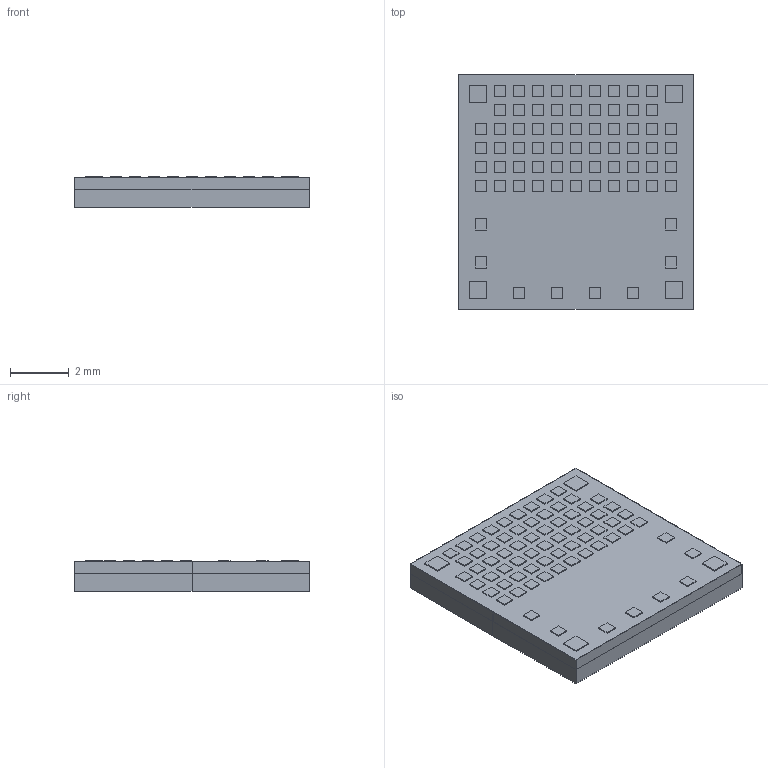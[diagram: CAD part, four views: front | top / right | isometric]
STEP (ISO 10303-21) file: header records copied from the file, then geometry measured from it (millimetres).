
FILE_DESCRIPTION(('STEP AP214'),'1');
FILE_NAME('ISP2053.stp','2021-04-29T08:07:46',(' '),(' '),'Spatial InterOp 3D',' ',' ');
FILE_SCHEMA(('AUTOMOTIVE_DESIGN { 1 0 10303 214 1 1 1 1 }'));
Length unit declared in the file: metre
Products named in the file (7): ISP2053; Conception1; main; Dielectrics; Components; U1; argent
Assembly tree (6 placements, depth 4):
  ISP2053
    Conception1
    main
      Dielectrics
      Components
        U1
    argent
Bounding box: 8.02 x 8.02 x 1.04 mm (x, y, z)
Volume: 65 mm3; surface area: 354.6 mm2
Topology: 78 solids, 78 shells, 474 faces, 954 edges, 636 vertices
Faces by surface type: plane 472, cylinder 2
Entity records: 12705 total; most frequent: CARTESIAN_POINT 2073, DIRECTION 1924, ORIENTED_EDGE 1908, EDGE_CURVE 954, LINE 950, VECTOR 950, VERTEX_POINT 636, AXIS2_PLACEMENT_3D 487
